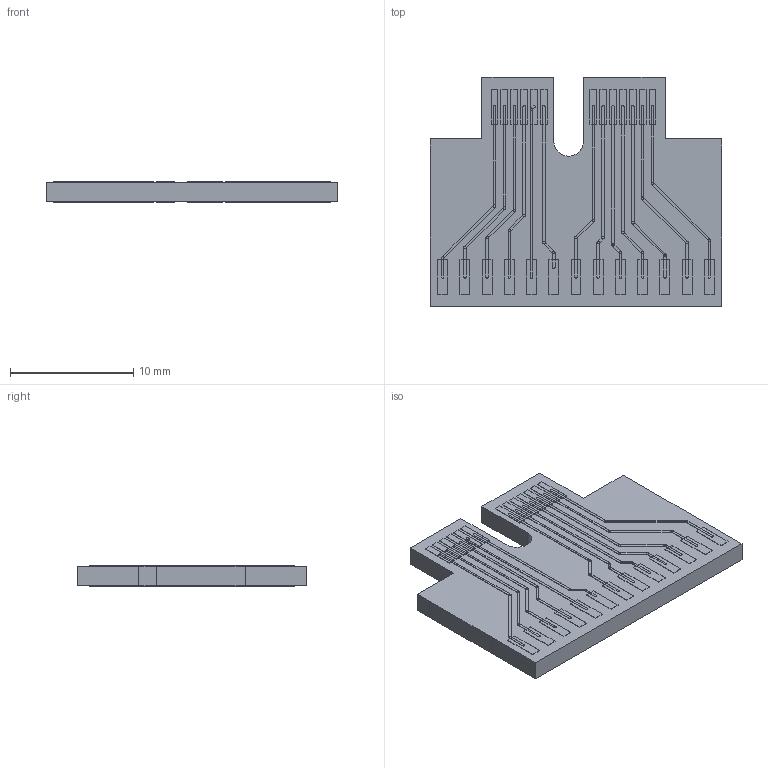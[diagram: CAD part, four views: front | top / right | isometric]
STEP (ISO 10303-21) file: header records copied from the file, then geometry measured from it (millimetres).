
FILE_DESCRIPTION(('KiCad electronic assembly'),'2;1');
FILE_NAME('Dummy Board.step','2024-09-13T14:38:37',('Pcbnew'),('Kicad'), 'Open CASCADE STEP processor 7.7','KiCad to STEP converter','Unknown' );
FILE_SCHEMA(('AUTOMOTIVE_DESIGN { 1 0 10303 214 1 1 1 1 }'));
Length unit declared in the file: millimetre
Products named in the file (130): Dummy Board 1; _autosave-Dummy Board_track_1; _autosave-Dummy Board_track_2; _autosave-Dummy Board_track_3; _autosave-Dummy Board_track_4; _autosave-Dummy Board_track_5; _autosave-Dummy Board_track_6; _autosave-Dummy Board_track_7; _autosave-Dummy Board_track_8; _autosave-Dummy Board_track_9; _autosave-Dummy Board_track_10; _autosave-Dummy Board_track_11; _autosave-Dummy Board_track_12; _autosave-Dummy Board_track_13; _autosave-Dummy Board_track_14; _autosave-Dummy Board_track_15; _autosave-Dummy Board_track_16; _autosave-Dummy Board_track_17; _autosave-Dummy Board_track_18; _autosave-Dummy Board_track_19; _autosave-Dummy Board_track_20; _autosave-Dummy Board_track_21; _autosave-Dummy Board_track_22; _autosave-Dummy Board_track_23; _autosave-Dummy Board_track_24; _autosave-Dummy Board_track_25; _autosave-Dummy Board_track_26; _autosave-Dummy Board_track_27; _autosave-Dummy Board_track_28; _autosave-Dummy Board_track_29; _autosave-Dummy Board_track_30; _autosave-Dummy Board_track_31; _autosave-Dummy Board_track_32; _autosave-Dummy Board_track_33; _autosave-Dummy Board_track_34; _autosave-Dummy Board_track_35; _autosave-Dummy Board_track_36; _autosave-Dummy Board_track_37; _autosave-Dummy Board_track_38; _autosave-Dummy Board_track_39 ...
Assembly tree (129 placements, depth 2):
  Dummy Board 1
    _autosave-Dummy Board_track_1
    _autosave-Dummy Board_track_2
    _autosave-Dummy Board_track_3
    _autosave-Dummy Board_track_4
    _autosave-Dummy Board_track_5
    _autosave-Dummy Board_track_6
    _autosave-Dummy Board_track_7
    _autosave-Dummy Board_track_8
    _autosave-Dummy Board_track_9
    _autosave-Dummy Board_track_10
    _autosave-Dummy Board_track_11
    _autosave-Dummy Board_track_12
    _autosave-Dummy Board_track_13
    _autosave-Dummy Board_track_14
    _autosave-Dummy Board_track_15
    _autosave-Dummy Board_track_16
    _autosave-Dummy Board_track_17
    _autosave-Dummy Board_track_18
    _autosave-Dummy Board_track_19
    _autosave-Dummy Board_track_20
    _autosave-Dummy Board_track_21
    _autosave-Dummy Board_track_22
    _autosave-Dummy Board_track_23
    _autosave-Dummy Board_track_24
    _autosave-Dummy Board_track_25
    _autosave-Dummy Board_track_26
    _autosave-Dummy Board_track_27
    _autosave-Dummy Board_track_28
    _autosave-Dummy Board_track_29
    _autosave-Dummy Board_track_30
    _autosave-Dummy Board_track_31
    _autosave-Dummy Board_track_32
    _autosave-Dummy Board_track_33
    _autosave-Dummy Board_track_34
    _autosave-Dummy Board_track_35
    _autosave-Dummy Board_track_36
    _autosave-Dummy Board_track_37
    _autosave-Dummy Board_track_38
    _autosave-Dummy Board_track_39
    _autosave-Dummy Board_track_40
    _autosave-Dummy Board_track_41
    _autosave-Dummy Board_track_42
    _autosave-Dummy Board_track_43
    _autosave-Dummy Board_track_44
    _autosave-Dummy Board_track_45
    _autosave-Dummy Board_track_46
    _autosave-Dummy Board_track_47
    _autosave-Dummy Board_track_48
    _autosave-Dummy Board_track_49
    _autosave-Dummy Board_track_50
    _autosave-Dummy Board_track_51
    _autosave-Dummy Board_track_52
    _autosave-Dummy Board_track_53
    _autosave-Dummy Board_track_54
    _autosave-Dummy Board_track_55
    _autosave-Dummy Board_track_56
    _autosave-Dummy Board_track_57
    _autosave-Dummy Board_track_58
    _autosave-Dummy Board_track_59
Bounding box: 23.6 x 18.6 x 1.67 mm (x, y, z)
Volume: 614.9 mm3; surface area: 1310.1 mm2
Topology: 129 solids, 129 shells, 786 faces, 1584 edges, 1056 vertices
Faces by surface type: plane 633, cylinder 153
Entity records: 23424 total; most frequent: DIRECTION 3722, CARTESIAN_POINT 3556, ORIENTED_EDGE 3168, EDGE_CURVE 1584, LINE 1278, VECTOR 1278, AXIS2_PLACEMENT_3D 1222, VERTEX_POINT 1056
